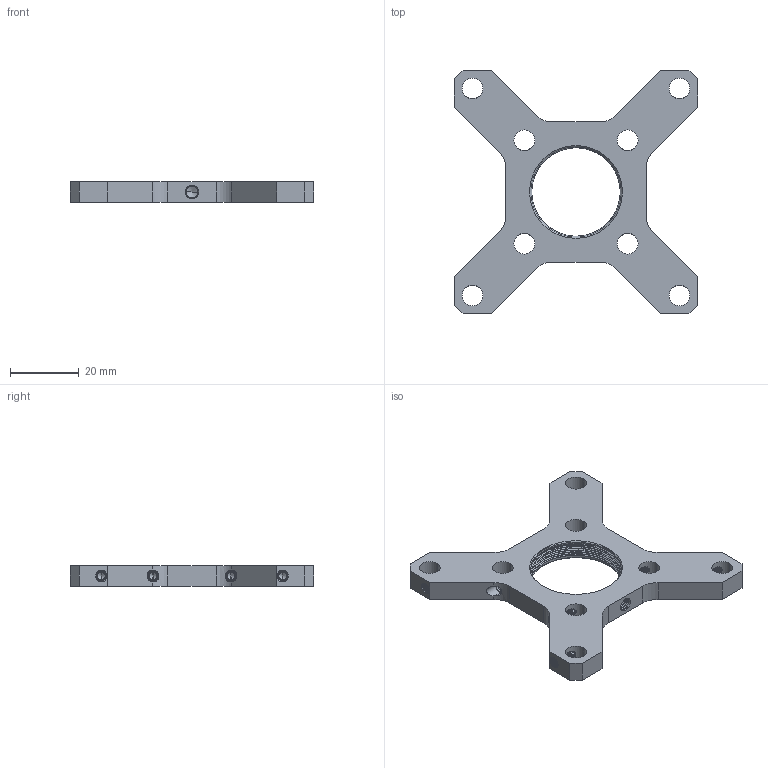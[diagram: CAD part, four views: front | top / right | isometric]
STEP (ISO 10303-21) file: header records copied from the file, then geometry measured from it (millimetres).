
FILE_DESCRIPTION((''),'2;1');
FILE_NAME('LPCM-D','2020-11-03T',('Administrator'),(''),'CREO PARAMETRIC BY PTC INC, 2015290','CREO PARAMETRIC BY PTC INC, 2015290','');
FILE_SCHEMA(('CONFIG_CONTROL_DESIGN'));
Products named in the file (1): LPCM-D
Bounding box: 70.61 x 70.61 x 6 mm (x, y, z)
Volume: 12416.9 mm3; surface area: 8629.5 mm2
Topology: 1 solids, 1 shells, 515 faces, 1493 edges, 967 vertices
Faces by surface type: cylinder 243, bspline 204, plane 38, cone 30
Entity records: 48107 total; most frequent: CARTESIAN_POINT 36971, ORIENTED_EDGE 2950, EDGE_CURVE 1475, DIRECTION 1268, B_SPLINE_CURVE_WITH_KNOTS 969, VERTEX_POINT 967, EDGE_LOOP 554, FACE_OUTER_BOUND 515
